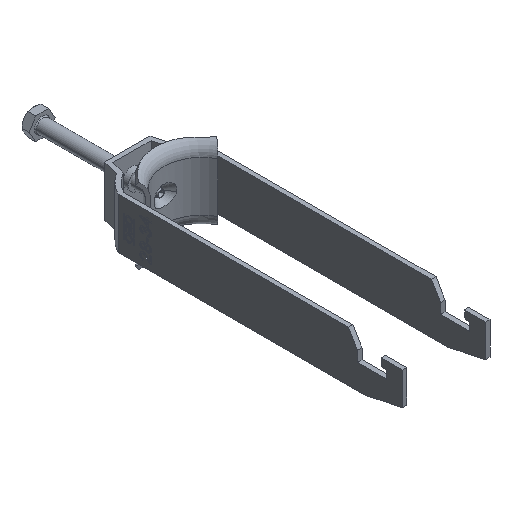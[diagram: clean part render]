
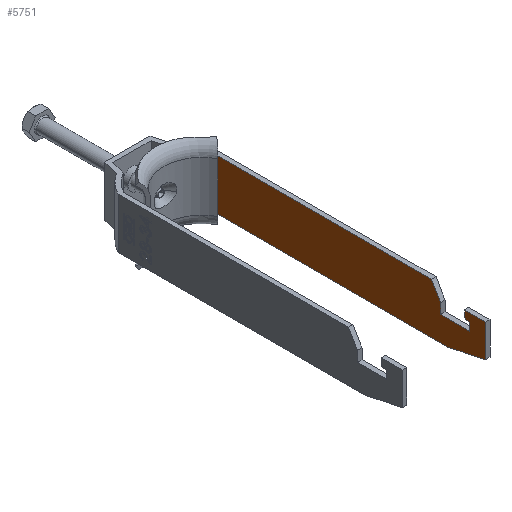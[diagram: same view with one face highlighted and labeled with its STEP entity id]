
A CAD part, isometric view. The second image highlights one B-rep face of the part: STEP entity #5751.
In plain terms, the highlighted planar face has unit normal (-1, 0, 0).
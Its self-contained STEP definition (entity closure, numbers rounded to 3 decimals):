
#47 = CARTESIAN_POINT ( 'NONE',  ( 17.5, -132.906, 3.25 ) ) ;
#257 = DIRECTION ( 'NONE',  ( 0., 0., 1. ) ) ;
#304 = VERTEX_POINT ( 'NONE', #6652 ) ;
#359 = DIRECTION ( 'NONE',  ( 0., 0., 1. ) ) ;
#405 = VERTEX_POINT ( 'NONE', #2233 ) ;
#700 = VECTOR ( 'NONE', #9571, 1000. ) ;
#738 = EDGE_CURVE ( 'NONE', #1297, #7640, #5348, .T. ) ;
#820 = CARTESIAN_POINT ( 'NONE',  ( 17.5, -181., 3.25 ) ) ;
#1263 = EDGE_CURVE ( 'NONE', #405, #2846, #7103, .T. ) ;
#1297 = VERTEX_POINT ( 'NONE', #1646 ) ;
#1335 = LINE ( 'NONE', #8003, #11840 ) ;
#1593 = EDGE_CURVE ( 'NONE', #7640, #304, #9640, .T. ) ;
#1614 = DIRECTION ( 'NONE',  ( 0., 0., -1. ) ) ;
#1646 = CARTESIAN_POINT ( 'NONE',  ( 17.5, -122., 4.25 ) ) ;
#1767 = VECTOR ( 'NONE', #257, 1000. ) ;
#2233 = CARTESIAN_POINT ( 'NONE',  ( 17.5, -142., -7.773 ) ) ;
#2500 = VECTOR ( 'NONE', #8677, 1000. ) ;
#2762 = EDGE_LOOP ( 'NONE', ( #7195, #11627, #6163, #12024, #7025, #11288, #8170, #7881, #5267, #11926, #8213, #8606 ) ) ;
#2846 = VERTEX_POINT ( 'NONE', #12149 ) ;
#2952 = CARTESIAN_POINT ( 'NONE',  ( 17.5, -15.818, -11.25 ) ) ;
#3073 = CARTESIAN_POINT ( 'NONE',  ( 17.5, -135., -0.25 ) ) ;
#3416 = AXIS2_PLACEMENT_3D ( 'NONE', #12184, #3427, #7333 ) ;
#3427 = DIRECTION ( 'NONE',  ( -1., 0., 0. ) ) ;
#3978 = VERTEX_POINT ( 'NONE', #2952 ) ;
#4122 = EDGE_CURVE ( 'NONE', #5653, #405, #10295, .T. ) ;
#4297 = DIRECTION ( 'NONE',  ( 0., 0., 1. ) ) ;
#4324 = FACE_OUTER_BOUND ( 'NONE', #2762, .T. ) ;
#4383 = PLANE ( 'NONE',  #3416 ) ;
#4479 = VECTOR ( 'NONE', #9375, 1000. ) ;
#4783 = CARTESIAN_POINT ( 'NONE',  ( 17.5, -181., 11.25 ) ) ;
#5267 = ORIENTED_EDGE ( 'NONE', *, *, #5994, .T. ) ;
#5286 = CARTESIAN_POINT ( 'NONE',  ( 17.5, -143.462, -32.923 ) ) ;
#5315 = EDGE_CURVE ( 'NONE', #5653, #3978, #12479, .T. ) ;
#5344 = EDGE_CURVE ( 'NONE', #7520, #11530, #6541, .T. ) ;
#5348 = LINE ( 'NONE', #5286, #4479 ) ;
#5431 = CARTESIAN_POINT ( 'NONE',  ( 17.5, -178.607, 0.008 ) ) ;
#5653 = VERTEX_POINT ( 'NONE', #7142 ) ;
#5731 = CARTESIAN_POINT ( 'NONE',  ( 17.5, -117.959, 11.25 ) ) ;
#5751 = ADVANCED_FACE ( 'NONE', ( #4324 ), #4383, .T. ) ;
#5994 = EDGE_CURVE ( 'NONE', #11029, #1297, #9043, .T. ) ;
#6163 = ORIENTED_EDGE ( 'NONE', *, *, #1263, .T. ) ;
#6541 = LINE ( 'NONE', #10438, #12391 ) ;
#6652 = CARTESIAN_POINT ( 'NONE',  ( 17.5, -15.818, 11.25 ) ) ;
#6862 = CARTESIAN_POINT ( 'NONE',  ( 17.5, -122., -11.25 ) ) ;
#7025 = ORIENTED_EDGE ( 'NONE', *, *, #5344, .T. ) ;
#7103 = LINE ( 'NONE', #8120, #7181 ) ;
#7142 = CARTESIAN_POINT ( 'NONE',  ( 17.5, -125.642, -11.25 ) ) ;
#7181 = VECTOR ( 'NONE', #359, 1000. ) ;
#7195 = ORIENTED_EDGE ( 'NONE', *, *, #5315, .F. ) ;
#7333 = DIRECTION ( 'NONE',  ( 0., 1., 0. ) ) ;
#7520 = VERTEX_POINT ( 'NONE', #9573 ) ;
#7640 = VERTEX_POINT ( 'NONE', #5731 ) ;
#7881 = ORIENTED_EDGE ( 'NONE', *, *, #12157, .T. ) ;
#8003 = CARTESIAN_POINT ( 'NONE',  ( 17.5, -15.818, -11.25 ) ) ;
#8120 = CARTESIAN_POINT ( 'NONE',  ( 17.5, -142., -11.25 ) ) ;
#8170 = ORIENTED_EDGE ( 'NONE', *, *, #8551, .T. ) ;
#8213 = ORIENTED_EDGE ( 'NONE', *, *, #1593, .T. ) ;
#8394 = VECTOR ( 'NONE', #11670, 1000. ) ;
#8458 = CARTESIAN_POINT ( 'NONE',  ( 17.5, -135., 3.25 ) ) ;
#8482 = VERTEX_POINT ( 'NONE', #8458 ) ;
#8551 = EDGE_CURVE ( 'NONE', #8482, #12098, #12430, .T. ) ;
#8599 = CARTESIAN_POINT ( 'NONE',  ( 17.5, -181., 6.75 ) ) ;
#8606 = ORIENTED_EDGE ( 'NONE', *, *, #9847, .F. ) ;
#8677 = DIRECTION ( 'NONE',  ( 0., 1., 0. ) ) ;
#9043 = LINE ( 'NONE', #6862, #1767 ) ;
#9207 = LINE ( 'NONE', #11499, #700 ) ;
#9349 = CARTESIAN_POINT ( 'NONE',  ( 17.5, -181., -11.25 ) ) ;
#9375 = DIRECTION ( 'NONE',  ( 0., 0.5, 0.866 ) ) ;
#9471 = DIRECTION ( 'NONE',  ( 0., 1., 0. ) ) ;
#9571 = DIRECTION ( 'NONE',  ( 0., 1., 0. ) ) ;
#9573 = CARTESIAN_POINT ( 'NONE',  ( 17.5, -132.6, 6.75 ) ) ;
#9602 = LINE ( 'NONE', #820, #10408 ) ;
#9640 = LINE ( 'NONE', #4783, #2500 ) ;
#9693 = CARTESIAN_POINT ( 'NONE',  ( 17.5, -122., -0.25 ) ) ;
#9847 = EDGE_CURVE ( 'NONE', #3978, #304, #1335, .T. ) ;
#10295 = LINE ( 'NONE', #5431, #12116 ) ;
#10408 = VECTOR ( 'NONE', #11652, 1000. ) ;
#10438 = CARTESIAN_POINT ( 'NONE',  ( 17.5, -134.53, -15.316 ) ) ;
#10450 = CARTESIAN_POINT ( 'NONE',  ( 17.5, -135., -11.25 ) ) ;
#10487 = DIRECTION ( 'NONE',  ( 0., -0.978, 0.208 ) ) ;
#11029 = VERTEX_POINT ( 'NONE', #9693 ) ;
#11288 = ORIENTED_EDGE ( 'NONE', *, *, #11947, .T. ) ;
#11338 = DIRECTION ( 'NONE',  ( 0., -0.087, -0.996 ) ) ;
#11499 = CARTESIAN_POINT ( 'NONE',  ( 17.5, -181., -0.25 ) ) ;
#11530 = VERTEX_POINT ( 'NONE', #47 ) ;
#11620 = VECTOR ( 'NONE', #1614, 1000. ) ;
#11627 = ORIENTED_EDGE ( 'NONE', *, *, #4122, .T. ) ;
#11652 = DIRECTION ( 'NONE',  ( 0., -1., 0. ) ) ;
#11670 = DIRECTION ( 'NONE',  ( 0., 1., 0. ) ) ;
#11767 = VECTOR ( 'NONE', #9471, 1000. ) ;
#11840 = VECTOR ( 'NONE', #4297, 1000. ) ;
#11926 = ORIENTED_EDGE ( 'NONE', *, *, #738, .T. ) ;
#11947 = EDGE_CURVE ( 'NONE', #11530, #8482, #9602, .T. ) ;
#12024 = ORIENTED_EDGE ( 'NONE', *, *, #12667, .T. ) ;
#12098 = VERTEX_POINT ( 'NONE', #3073 ) ;
#12116 = VECTOR ( 'NONE', #10487, 1000. ) ;
#12149 = CARTESIAN_POINT ( 'NONE',  ( 17.5, -142., 6.75 ) ) ;
#12157 = EDGE_CURVE ( 'NONE', #12098, #11029, #9207, .T. ) ;
#12184 = CARTESIAN_POINT ( 'NONE',  ( 17.5, -181., -11.25 ) ) ;
#12391 = VECTOR ( 'NONE', #11338, 1000. ) ;
#12430 = LINE ( 'NONE', #10450, #11620 ) ;
#12479 = LINE ( 'NONE', #9349, #11767 ) ;
#12615 = LINE ( 'NONE', #8599, #8394 ) ;
#12667 = EDGE_CURVE ( 'NONE', #2846, #7520, #12615, .T. ) ;
